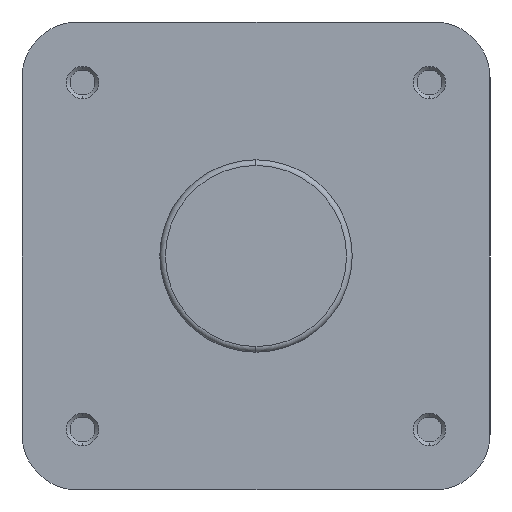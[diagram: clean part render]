
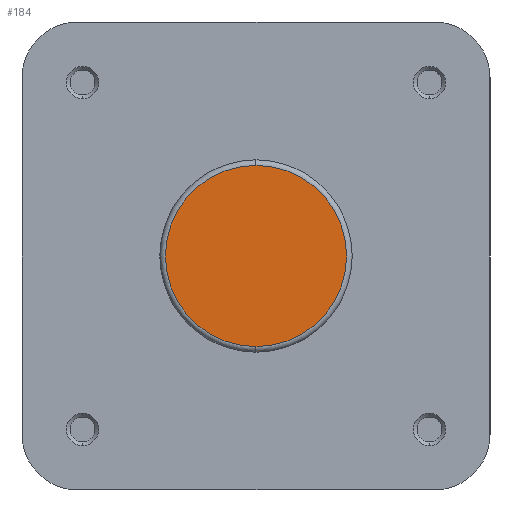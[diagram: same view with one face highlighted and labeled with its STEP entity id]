
A CAD part, left-side view. The second image highlights one B-rep face of the part: STEP entity #184.
In plain terms, the highlighted planar face has unit normal (-1, 0, 0).
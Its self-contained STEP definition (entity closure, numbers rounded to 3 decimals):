
#82 = EDGE_LOOP ( 'NONE', ( #119, #90 ) ) ;
#90 = ORIENTED_EDGE ( 'NONE', *, *, #2522, .T. ) ;
#119 = ORIENTED_EDGE ( 'NONE', *, *, #2577, .T. ) ;
#184 = ADVANCED_FACE ( 'NONE', ( #1975 ), #1013, .F. ) ;
#297 = CARTESIAN_POINT ( 'NONE',  ( 0., 0., 24.4 ) ) ;
#397 = DIRECTION ( 'NONE',  ( 0., 0., -1. ) ) ;
#404 = DIRECTION ( 'NONE',  ( 1., 0., 0. ) ) ;
#608 = VERTEX_POINT ( 'NONE', #297 ) ;
#639 = VERTEX_POINT ( 'NONE', #3510 ) ;
#1011 = CARTESIAN_POINT ( 'NONE',  ( 0., 0., 0. ) ) ;
#1013 = PLANE ( 'NONE',  #2981 ) ;
#1975 = FACE_OUTER_BOUND ( 'NONE', #82, .T. ) ;
#2522 = EDGE_CURVE ( 'NONE', #608, #639, #4851, .T. ) ;
#2577 = EDGE_CURVE ( 'NONE', #639, #608, #4927, .T. ) ;
#2981 = AXIS2_PLACEMENT_3D ( 'NONE', #1011, #404, #397 ) ;
#3203 = AXIS2_PLACEMENT_3D ( 'NONE', #4277, #4304, #4305 ) ;
#3231 = AXIS2_PLACEMENT_3D ( 'NONE', #4461, #4468, #4469 ) ;
#3510 = CARTESIAN_POINT ( 'NONE',  ( 0., 0., -24.4 ) ) ;
#4277 = CARTESIAN_POINT ( 'NONE',  ( 0., 0., 0. ) ) ;
#4304 = DIRECTION ( 'NONE',  ( -1., 0., 0. ) ) ;
#4305 = DIRECTION ( 'NONE',  ( 0., 0., -1. ) ) ;
#4461 = CARTESIAN_POINT ( 'NONE',  ( 0., 0., 0. ) ) ;
#4468 = DIRECTION ( 'NONE',  ( -1., 0., 0. ) ) ;
#4469 = DIRECTION ( 'NONE',  ( 0., 0., -1. ) ) ;
#4851 = CIRCLE ( 'NONE', #3203, 24.4 ) ;
#4927 = CIRCLE ( 'NONE', #3231, 24.4 ) ;
